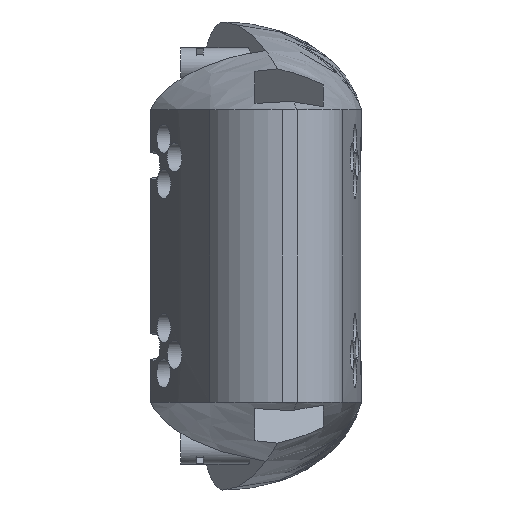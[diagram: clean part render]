
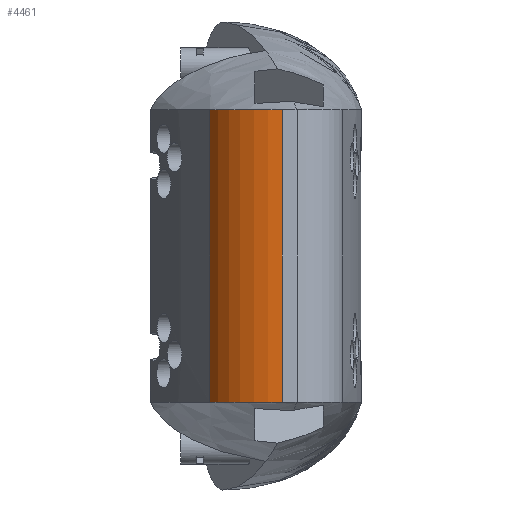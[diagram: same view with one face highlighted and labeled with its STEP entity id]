
A CAD part, left-side view. The second image highlights one B-rep face of the part: STEP entity #4461.
In plain terms, the highlighted cylindrical face has radius 37.5 mm (diameter 75 mm), a partial arc.
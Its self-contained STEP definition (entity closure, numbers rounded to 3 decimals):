
#35 = EDGE_CURVE ( 'NONE', #2338, #5657, #5082, .T. ) ;
#190 = CARTESIAN_POINT ( 'NONE',  ( -115.544, 8.132, 65. ) ) ;
#199 = VERTEX_POINT ( 'NONE', #14748 ) ;
#204 = CARTESIAN_POINT ( 'NONE',  ( -121.451, -2.458, -65. ) ) ;
#276 = CARTESIAN_POINT ( 'NONE',  ( -123.537, -11.929, 65. ) ) ;
#290 = CARTESIAN_POINT ( 'NONE',  ( -123.142, -8.713, -65. ) ) ;
#382 = CARTESIAN_POINT ( 'NONE',  ( -105.172, 17.135, -65. ) ) ;
#463 = CARTESIAN_POINT ( 'NONE',  ( -117.02, 6.188, -65. ) ) ;
#470 = DIRECTION ( 'NONE',  ( -1., 0., 0. ) ) ;
#1226 = CARTESIAN_POINT ( 'NONE',  ( -113.402, 10.6, 65. ) ) ;
#1262 = EDGE_CURVE ( 'NONE', #5657, #199, #4814, .T. ) ;
#1410 = CARTESIAN_POINT ( 'NONE',  ( -113.956, 10.003, -65. ) ) ;
#1479 = CARTESIAN_POINT ( 'NONE',  ( -123.458, -11.121, 65. ) ) ;
#1493 = CARTESIAN_POINT ( 'NONE',  ( -123.671, -15.194, -65. ) ) ;
#2338 = VERTEX_POINT ( 'NONE', #3120 ) ;
#2528 = CARTESIAN_POINT ( 'NONE',  ( -120.232, 0.577, 65. ) ) ;
#2777 = CARTESIAN_POINT ( 'NONE',  ( -123.671, -15.194, 65. ) ) ;
#2865 = CARTESIAN_POINT ( 'NONE',  ( -119.519, 2.033, 65. ) ) ;
#2960 = CARTESIAN_POINT ( 'NONE',  ( -115.544, 8.132, -65. ) ) ;
#3120 = CARTESIAN_POINT ( 'NONE',  ( -105.172, 17.135, 65. ) ) ;
#3147 = CYLINDRICAL_SURFACE ( 'NONE', #9136, 37.5 ) ;
#4461 = ADVANCED_FACE ( 'NONE', ( #5476 ), #3147, .T. ) ;
#4814 = B_SPLINE_CURVE_WITH_KNOTS ( 'NONE', 3,
 ( #382, #12032, #5469, #13243, #6844, #10655, #1410, #9539, #2960, #463, #8322, #9358, #6680, #5640, #204, #8224, #14802, #14886, #290, #7020, #10913, #5724, #15828, #1493 ),
 .UNSPECIFIED., .F., .F.,
 ( 4, 2, 2, 2, 2, 2, 2, 2, 2, 2, 2, 4 ),
 ( 0., 0.005, 0.01, 0.012, 0.015, 0.019, 0.024, 0.027, 0.029, 0.034, 0.036, 0.039 ),
 .UNSPECIFIED. ) ;
#5082 = LINE ( 'NONE', #9049, #13679 ) ;
#5122 = ORIENTED_EDGE ( 'NONE', *, *, #12779, .F. ) ;
#5289 = CARTESIAN_POINT ( 'NONE',  ( -110.481, 13.404, 65. ) ) ;
#5373 = CARTESIAN_POINT ( 'NONE',  ( -123.644, -13.556, 65. ) ) ;
#5469 = CARTESIAN_POINT ( 'NONE',  ( -107.929, 15.391, -65. ) ) ;
#5476 = FACE_OUTER_BOUND ( 'NONE', #16085, .T. ) ;
#5640 = CARTESIAN_POINT ( 'NONE',  ( -121.164, -1.688, -65. ) ) ;
#5657 = VERTEX_POINT ( 'NONE', #7501 ) ;
#5724 = CARTESIAN_POINT ( 'NONE',  ( -123.644, -13.556, -65. ) ) ;
#6070 = CARTESIAN_POINT ( 'NONE',  ( -123.671, -15.194, 65. ) ) ;
#6489 = CARTESIAN_POINT ( 'NONE',  ( -106.585, 16.305, 65. ) ) ;
#6575 = CARTESIAN_POINT ( 'NONE',  ( -121.164, -1.688, 65. ) ) ;
#6665 = CARTESIAN_POINT ( 'NONE',  ( -117.913, 4.838, 65. ) ) ;
#6680 = CARTESIAN_POINT ( 'NONE',  ( -120.232, 0.577, -65. ) ) ;
#6745 = CARTESIAN_POINT ( 'NONE',  ( -121.971, -4.002, 65. ) ) ;
#6844 = CARTESIAN_POINT ( 'NONE',  ( -111.69, 12.331, -65. ) ) ;
#7020 = CARTESIAN_POINT ( 'NONE',  ( -123.458, -11.121, -65. ) ) ;
#7382 = ORIENTED_EDGE ( 'NONE', *, *, #14745, .F. ) ;
#7501 = CARTESIAN_POINT ( 'NONE',  ( -105.172, 17.135, -65. ) ) ;
#7620 = B_SPLINE_CURVE_WITH_KNOTS ( 'NONE', 3,
 ( #7786, #6489, #17006, #5289, #9345, #1226, #9179, #11765, #190, #9442, #6665, #2865, #2528, #6575, #13397, #6745, #14608, #9083, #13059, #1479, #276, #5373, #11852, #2777 ),
 .UNSPECIFIED., .F., .F.,
 ( 4, 2, 2, 2, 2, 2, 2, 2, 2, 2, 2, 4 ),
 ( 0., 0.005, 0.01, 0.012, 0.015, 0.019, 0.024, 0.027, 0.029, 0.034, 0.036, 0.039 ),
 .UNSPECIFIED. ) ;
#7786 = CARTESIAN_POINT ( 'NONE',  ( -105.172, 17.135, 65. ) ) ;
#8066 = DIRECTION ( 'NONE',  ( 0., 0., -1. ) ) ;
#8224 = CARTESIAN_POINT ( 'NONE',  ( -121.971, -4.002, -65. ) ) ;
#8322 = CARTESIAN_POINT ( 'NONE',  ( -117.913, 4.838, -65. ) ) ;
#9049 = CARTESIAN_POINT ( 'NONE',  ( -105.172, 17.135, 65. ) ) ;
#9083 = CARTESIAN_POINT ( 'NONE',  ( -122.828, -7.127, 65. ) ) ;
#9136 = AXIS2_PLACEMENT_3D ( 'NONE', #14896, #8066, #470 ) ;
#9179 = CARTESIAN_POINT ( 'NONE',  ( -113.956, 10.003, 65. ) ) ;
#9345 = CARTESIAN_POINT ( 'NONE',  ( -111.69, 12.331, 65. ) ) ;
#9358 = CARTESIAN_POINT ( 'NONE',  ( -119.519, 2.033, -65. ) ) ;
#9442 = CARTESIAN_POINT ( 'NONE',  ( -117.02, 6.188, 65. ) ) ;
#9539 = CARTESIAN_POINT ( 'NONE',  ( -115.028, 8.768, -65. ) ) ;
#10655 = CARTESIAN_POINT ( 'NONE',  ( -113.402, 10.6, -65. ) ) ;
#10913 = CARTESIAN_POINT ( 'NONE',  ( -123.537, -11.929, -65. ) ) ;
#11252 = VECTOR ( 'NONE', #16601, 1000. ) ;
#11254 = CARTESIAN_POINT ( 'NONE',  ( -123.671, -15.194, 65. ) ) ;
#11765 = CARTESIAN_POINT ( 'NONE',  ( -115.028, 8.768, 65. ) ) ;
#11852 = CARTESIAN_POINT ( 'NONE',  ( -123.671, -14.376, 65. ) ) ;
#12032 = CARTESIAN_POINT ( 'NONE',  ( -106.585, 16.305, -65. ) ) ;
#12556 = LINE ( 'NONE', #6070, #11252 ) ;
#12779 = EDGE_CURVE ( 'NONE', #2338, #14237, #7620, .T. ) ;
#13026 = DIRECTION ( 'NONE',  ( 0., 0., -1. ) ) ;
#13059 = CARTESIAN_POINT ( 'NONE',  ( -123.142, -8.713, 65. ) ) ;
#13243 = CARTESIAN_POINT ( 'NONE',  ( -110.481, 13.404, -65. ) ) ;
#13397 = CARTESIAN_POINT ( 'NONE',  ( -121.451, -2.458, 65. ) ) ;
#13475 = ORIENTED_EDGE ( 'NONE', *, *, #35, .T. ) ;
#13679 = VECTOR ( 'NONE', #13026, 1000. ) ;
#14237 = VERTEX_POINT ( 'NONE', #11254 ) ;
#14608 = CARTESIAN_POINT ( 'NONE',  ( -122.205, -4.78, 65. ) ) ;
#14745 = EDGE_CURVE ( 'NONE', #14237, #199, #12556, .T. ) ;
#14748 = CARTESIAN_POINT ( 'NONE',  ( -123.671, -15.194, -65. ) ) ;
#14802 = CARTESIAN_POINT ( 'NONE',  ( -122.205, -4.78, -65. ) ) ;
#14886 = CARTESIAN_POINT ( 'NONE',  ( -122.828, -7.127, -65. ) ) ;
#14896 = CARTESIAN_POINT ( 'NONE',  ( -86.171, -15.194, 65. ) ) ;
#15828 = CARTESIAN_POINT ( 'NONE',  ( -123.671, -14.376, -65. ) ) ;
#16035 = ORIENTED_EDGE ( 'NONE', *, *, #1262, .T. ) ;
#16085 = EDGE_LOOP ( 'NONE', ( #7382, #5122, #13475, #16035 ) ) ;
#16601 = DIRECTION ( 'NONE',  ( 0., 0., -1. ) ) ;
#17006 = CARTESIAN_POINT ( 'NONE',  ( -107.929, 15.391, 65. ) ) ;
